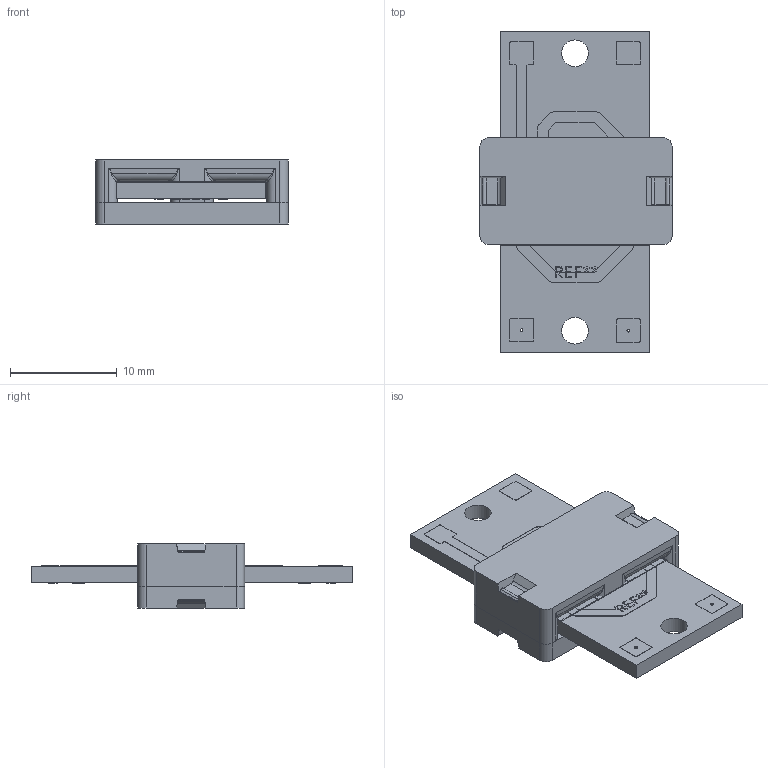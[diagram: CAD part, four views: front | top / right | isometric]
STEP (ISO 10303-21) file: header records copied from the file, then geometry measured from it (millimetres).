
FILE_DESCRIPTION(('KiCad electronic assembly'),'2;1');
FILE_NAME('Hydrophone_Transformer.step','2025-12-01T22:27:45',('Pcbnew') ,('Kicad'),'Open CASCADE STEP processor 7.9','KiCad to STEP converter' ,'Unknown');
FILE_SCHEMA(('AUTOMOTIVE_DESIGN { 1 0 10303 214 1 1 1 1 }'));
Length unit declared in the file: millimetre
Products named in the file (8): Hydrophone_Transformer 1; c61036-a0262-c001-elp18wc; c61036-a0262-c042-i18wc; Hydrophone_Transformer_copper; Hydrophone_Transformer_silkscreen; Hydrophone_Transformer_PCB_1; Hydrophone_Transformer_PCB_2
Assembly tree (7 placements, depth 2):
  Hydrophone_Transformer 1
    c61036-a0262-c001-elp18wc
    c61036-a0262-c042-i18wc
    Hydrophone_Transformer_copper
    Hydrophone_Transformer_silkscreen
    Hydrophone_Transformer_silkscreen
    Hydrophone_Transformer_PCB_1
    Hydrophone_Transformer_PCB_2
Bounding box: 18 x 30 x 6 mm (x, y, z)
Volume: 1478.7 mm3; surface area: 2618.2 mm2
Topology: 8 solids, 26 shells, 546 faces, 1772 edges, 1264 vertices
Faces by surface type: plane 452, cylinder 70, bspline 16, torus 8
Full cylindrical faces by diameter (mm): 0.25 x2, 0.3 x4, 0.6 x1, 2.5 x2
Entity records: 22252 total; most frequent: CARTESIAN_POINT 6366, ORIENTED_EDGE 3272, DIRECTION 2974, EDGE_CURVE 1772, LINE 1510, VECTOR 1510, VERTEX_POINT 1264, AXIS2_PLACEMENT_3D 732
